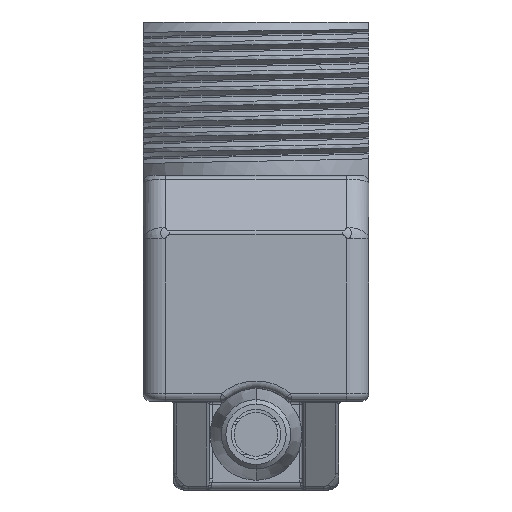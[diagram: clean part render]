
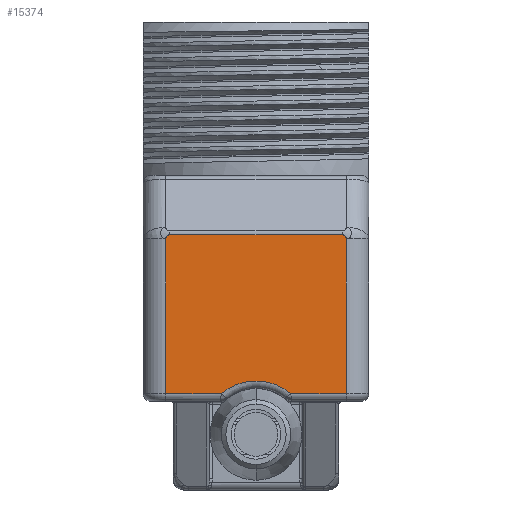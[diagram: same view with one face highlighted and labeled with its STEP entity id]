
A CAD part, front view. The second image highlights one B-rep face of the part: STEP entity #15374.
In plain terms, the highlighted planar face has unit normal (0, -1, 0).
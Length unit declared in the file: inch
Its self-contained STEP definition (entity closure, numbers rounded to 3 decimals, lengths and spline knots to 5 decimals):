
#674=CARTESIAN_POINT('',(0.,-0.67913,-0.37402));
#675=DIRECTION('',(0.,1.,0.));
#676=DIRECTION('',(-0.649,0.,0.761));
#677=AXIS2_PLACEMENT_3D('',#674,#675,#676);
#679=CARTESIAN_POINT('',(0.09074,-0.67913,
-0.26772));
#707=DIRECTION('',(-1.,0.,0.));
#708=VECTOR('',#707,0.14548);
#709=CARTESIAN_POINT('',(0.23622,-0.67913,
-0.26772));
#710=LINE('',#709,#708);
#720=CARTESIAN_POINT('',(-0.23622,-0.67913,
0.13772));
#721=CARTESIAN_POINT('',(-0.23608,-0.67913,
0.14281));
#722=CARTESIAN_POINT('',(-0.23076,-0.67913,
0.14827));
#723=CARTESIAN_POINT('',(-0.22567,-0.67913,
0.14827));
#725=CARTESIAN_POINT('',(0.23622,-0.67913,
0.13772));
#726=CARTESIAN_POINT('',(0.23608,-0.67913,
0.14281));
#727=CARTESIAN_POINT('',(0.23076,-0.67913,
0.14827));
#728=CARTESIAN_POINT('',(0.22567,-0.67913,
0.14827));
#734=DIRECTION('',(0.,0.,1.));
#735=VECTOR('',#734,0.40544);
#736=CARTESIAN_POINT('',(0.23622,-0.67913,
-0.26772));
#737=LINE('',#736,#735);
#1686=DIRECTION('',(0.,0.,-1.));
#1687=VECTOR('',#1686,0.40544);
#1688=CARTESIAN_POINT('',(-0.23622,-0.67913,
0.13772));
#1689=LINE('',#1688,#1687);
#2126=DIRECTION('',(-1.,0.,0.));
#2127=VECTOR('',#2126,0.14548);
#2128=CARTESIAN_POINT('',(-0.09074,-0.67913,
-0.26772));
#2129=LINE('',#2128,#2127);
#2142=CARTESIAN_POINT('',(-0.09074,-0.67913,
-0.26772));
#5809=DIRECTION('',(-1.,0.,0.));
#5810=VECTOR('',#5809,0.45134);
#5811=CARTESIAN_POINT('',(0.22567,-0.67913,
0.14827));
#5812=LINE('',#5811,#5810);
#11971=VERTEX_POINT('',#725);
#11972=VERTEX_POINT('',#728);
#11978=CARTESIAN_POINT('',(-0.22567,-0.67913,
0.14827));
#11979=VERTEX_POINT('',#11978);
#11980=VERTEX_POINT('',#720);
#13761=CARTESIAN_POINT('',(0.23622,-0.67913,
-0.26772));
#13762=VERTEX_POINT('',#13761);
#13779=CARTESIAN_POINT('',(-0.23622,-0.67913,
-0.26772));
#13780=VERTEX_POINT('',#13779);
#13788=VERTEX_POINT('',#679);
#13790=VERTEX_POINT('',#2142);
#15353=CARTESIAN_POINT('',(-0.29528,-0.67913,0.));
#15354=DIRECTION('',(0.,-1.,0.));
#15355=DIRECTION('',(1.,0.,0.));
#15356=AXIS2_PLACEMENT_3D('',#15353,#15354,#15355);
#15357=PLANE('',#15356);
#15359=ORIENTED_EDGE('',*,*,#15358,.F.);
#15360=ORIENTED_EDGE('',*,*,#15345,.T.);
#15361=ORIENTED_EDGE('',*,*,#15286,.F.);
#15363=ORIENTED_EDGE('',*,*,#15362,.T.);
#15365=ORIENTED_EDGE('',*,*,#15364,.F.);
#15367=ORIENTED_EDGE('',*,*,#15366,.T.);
#15369=ORIENTED_EDGE('',*,*,#15368,.F.);
#15371=ORIENTED_EDGE('',*,*,#15370,.F.);
#15372=EDGE_LOOP('',(#15359,#15360,#15361,#15363,#15365,#15367,#15369,#15371));
#15373=FACE_OUTER_BOUND('',#15372,.F.);
#15374=ADVANCED_FACE('',(#15373),#15357,.T.);
#678=CIRCLE('',#677,0.13976);
#724=B_SPLINE_CURVE_WITH_KNOTS('',3,(#720,#721,#722,#723),.UNSPECIFIED.,.F.,.F.,
(4,4),(0.,1.),.UNSPECIFIED.);
#729=B_SPLINE_CURVE_WITH_KNOTS('',3,(#725,#726,#727,#728),.UNSPECIFIED.,.F.,.F.,
(4,4),(0.,1.),.UNSPECIFIED.);
#15286=EDGE_CURVE('',#13790,#13788,#678,.T.);
#15345=EDGE_CURVE('',#13762,#13788,#710,.T.);
#15358=EDGE_CURVE('',#13762,#11971,#737,.T.);
#15362=EDGE_CURVE('',#13790,#13780,#2129,.T.);
#15364=EDGE_CURVE('',#11980,#13780,#1689,.T.);
#15366=EDGE_CURVE('',#11980,#11979,#724,.T.);
#15368=EDGE_CURVE('',#11972,#11979,#5812,.T.);
#15370=EDGE_CURVE('',#11971,#11972,#729,.T.);
